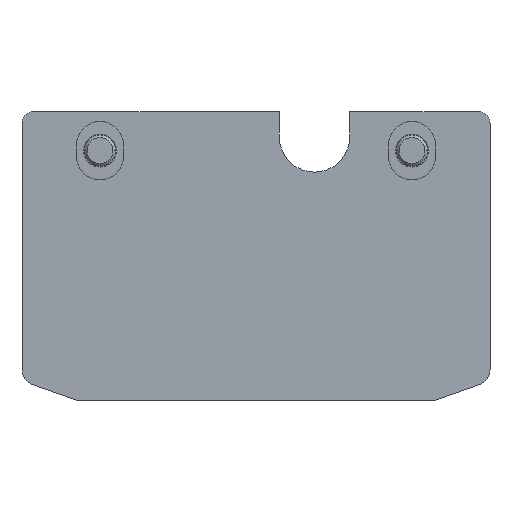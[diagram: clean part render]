
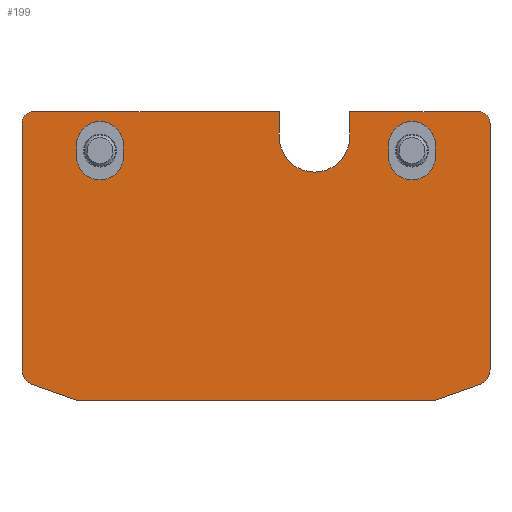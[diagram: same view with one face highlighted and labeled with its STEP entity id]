
A CAD part, left-side view. The second image highlights one B-rep face of the part: STEP entity #199.
In plain terms, the highlighted planar face has unit normal (-1, 0, 0).
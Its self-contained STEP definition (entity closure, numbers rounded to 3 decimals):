
#199=ADVANCED_FACE('',(#430,#431,#432),#433,.F.);
#430=FACE_OUTER_BOUND('',#720,.T.);
#431=FACE_BOUND('',#721,.T.);
#432=FACE_BOUND('',#722,.T.);
#433=PLANE('',#723);
#720=EDGE_LOOP('',(#1137,#1138,#1139,#1140,#1141,#1142,#1143,#1144,#1145,#1146,#1147,#1148,#1149,#1150,#1151));
#721=EDGE_LOOP('',(#1152,#1153,#1154,#1155,#1156,#1157));
#722=EDGE_LOOP('',(#1158,#1159,#1160,#1161,#1162,#1163));
#723=AXIS2_PLACEMENT_3D('',#1164,#1165,#1166);
#1137=ORIENTED_EDGE('',*,*,#1701,.T.);
#1138=ORIENTED_EDGE('',*,*,#1748,.T.);
#1139=ORIENTED_EDGE('',*,*,#1749,.T.);
#1140=ORIENTED_EDGE('',*,*,#1733,.T.);
#1141=ORIENTED_EDGE('',*,*,#1750,.F.);
#1142=ORIENTED_EDGE('',*,*,#1751,.F.);
#1143=ORIENTED_EDGE('',*,*,#1752,.F.);
#1144=ORIENTED_EDGE('',*,*,#1741,.F.);
#1145=ORIENTED_EDGE('',*,*,#1753,.F.);
#1146=ORIENTED_EDGE('',*,*,#1754,.F.);
#1147=ORIENTED_EDGE('',*,*,#1755,.F.);
#1148=ORIENTED_EDGE('',*,*,#1756,.F.);
#1149=ORIENTED_EDGE('',*,*,#1704,.F.);
#1150=ORIENTED_EDGE('',*,*,#1757,.F.);
#1151=ORIENTED_EDGE('',*,*,#1658,.F.);
#1152=ORIENTED_EDGE('',*,*,#1758,.T.);
#1153=ORIENTED_EDGE('',*,*,#1759,.T.);
#1154=ORIENTED_EDGE('',*,*,#1651,.T.);
#1155=ORIENTED_EDGE('',*,*,#1738,.T.);
#1156=ORIENTED_EDGE('',*,*,#1713,.T.);
#1157=ORIENTED_EDGE('',*,*,#1664,.T.);
#1158=ORIENTED_EDGE('',*,*,#1760,.T.);
#1159=ORIENTED_EDGE('',*,*,#1761,.T.);
#1160=ORIENTED_EDGE('',*,*,#1762,.T.);
#1161=ORIENTED_EDGE('',*,*,#1745,.T.);
#1162=ORIENTED_EDGE('',*,*,#1763,.T.);
#1163=ORIENTED_EDGE('',*,*,#1764,.T.);
#1164=CARTESIAN_POINT('',(0.,-40.0,-26.185));
#1165=DIRECTION('',(1.0,0.0,0.));
#1166=DIRECTION('',(0.,0.0,-1.0));
#1651=EDGE_CURVE('',#1960,#1958,#1961,.T.);
#1658=EDGE_CURVE('',#1968,#1970,#1971,.T.);
#1664=EDGE_CURVE('',#1981,#1979,#1982,.T.);
#1701=EDGE_CURVE('',#1968,#2044,#2046,.T.);
#1704=EDGE_CURVE('',#2048,#2050,#2051,.T.);
#1713=EDGE_CURVE('',#2063,#1981,#2065,.T.);
#1733=EDGE_CURVE('',#2096,#2094,#2097,.T.);
#1738=EDGE_CURVE('',#1958,#2063,#2102,.T.);
#1741=EDGE_CURVE('',#2104,#2106,#2107,.T.);
#1745=EDGE_CURVE('',#2112,#2110,#2113,.T.);
#1748=EDGE_CURVE('',#2044,#2116,#2117,.T.);
#1749=EDGE_CURVE('',#2116,#2096,#2118,.T.);
#1750=EDGE_CURVE('',#2119,#2094,#2120,.T.);
#1751=EDGE_CURVE('',#2121,#2119,#2122,.T.);
#1752=EDGE_CURVE('',#2106,#2121,#2123,.T.);
#1753=EDGE_CURVE('',#2124,#2104,#2125,.T.);
#1754=EDGE_CURVE('',#2126,#2124,#2127,.T.);
#1755=EDGE_CURVE('',#2128,#2126,#2129,.T.);
#1756=EDGE_CURVE('',#2050,#2128,#2130,.T.);
#1757=EDGE_CURVE('',#1970,#2048,#2131,.T.);
#1758=EDGE_CURVE('',#1979,#2132,#2133,.T.);
#1759=EDGE_CURVE('',#2132,#1960,#2134,.T.);
#1760=EDGE_CURVE('',#2135,#2136,#2137,.T.);
#1761=EDGE_CURVE('',#2136,#2138,#2139,.T.);
#1762=EDGE_CURVE('',#2138,#2112,#2140,.T.);
#1763=EDGE_CURVE('',#2110,#2141,#2142,.T.);
#1764=EDGE_CURVE('',#2141,#2135,#2143,.T.);
#1958=VERTEX_POINT('',#2467);
#1960=VERTEX_POINT('',#2470);
#1961=LINE('',#2471,#2472);
#1968=VERTEX_POINT('',#2491);
#1970=VERTEX_POINT('',#2494);
#1971=LINE('',#2495,#2496);
#1979=VERTEX_POINT('',#2507);
#1981=VERTEX_POINT('',#2510);
#1982=LINE('',#2511,#2512);
#2044=VERTEX_POINT('',#2588);
#2046=LINE('',#2591,#2592);
#2048=VERTEX_POINT('',#2594);
#2050=VERTEX_POINT('',#2597);
#2051=LINE('',#2598,#2599);
#2063=VERTEX_POINT('',#2614);
#2065=CIRCLE('',#2617,6.0);
#2094=VERTEX_POINT('',#2664);
#2096=VERTEX_POINT('',#2667);
#2097=LINE('',#2668,#2669);
#2102=CIRCLE('',#2675,6.0);
#2104=VERTEX_POINT('',#2677);
#2106=VERTEX_POINT('',#2680);
#2107=CIRCLE('',#2681,4.);
#2110=VERTEX_POINT('',#2685);
#2112=VERTEX_POINT('',#2688);
#2113=CIRCLE('',#2689,6.0);
#2116=VERTEX_POINT('',#2693);
#2117=CIRCLE('',#2694,9.0);
#2118=CIRCLE('',#2695,9.0);
#2119=VERTEX_POINT('',#2696);
#2120=LINE('',#2697,#2698);
#2121=VERTEX_POINT('',#2699);
#2122=CIRCLE('',#2700,3.0);
#2123=LINE('',#2701,#2702);
#2124=VERTEX_POINT('',#2703);
#2125=LINE('',#2704,#2705);
#2126=VERTEX_POINT('',#2706);
#2127=LINE('',#2707,#2708);
#2128=VERTEX_POINT('',#2709);
#2129=LINE('',#2710,#2711);
#2130=CIRCLE('',#2712,4.);
#2131=CIRCLE('',#2713,3.0);
#2132=VERTEX_POINT('',#2714);
#2133=CIRCLE('',#2715,6.0);
#2134=CIRCLE('',#2716,6.0);
#2135=VERTEX_POINT('',#2717);
#2136=VERTEX_POINT('',#2718);
#2137=CIRCLE('',#2719,6.0);
#2138=VERTEX_POINT('',#2720);
#2139=CIRCLE('',#2721,6.0);
#2140=LINE('',#2722,#2723);
#2141=VERTEX_POINT('',#2724);
#2142=CIRCLE('',#2725,6.0);
#2143=LINE('',#2726,#2727);
#2467=CARTESIAN_POINT('',(0.,6.0,1.5));
#2470=CARTESIAN_POINT('',(0.,6.0,-1.5));
#2471=CARTESIAN_POINT('',(0.,6.0,-13.092));
#2472=VECTOR('',#3088,1.0);
#2491=CARTESIAN_POINT('',(0.,-64.0,10.0));
#2494=CARTESIAN_POINT('',(0.0,-97.0,10.0));
#2495=CARTESIAN_POINT('',(0.0,17.0,10.0));
#2496=VECTOR('',#3094,1.0);
#2507=CARTESIAN_POINT('',(0.,-6.0,-1.5));
#2510=CARTESIAN_POINT('',(0.,-6.0,1.5));
#2511=CARTESIAN_POINT('',(0.,-6.0,-13.092));
#2512=VECTOR('',#3099,1.0);
#2588=CARTESIAN_POINT('',(0.,-64.0,3.5));
#2591=CARTESIAN_POINT('',(0.,-64.0,-8.092));
#2592=VECTOR('',#3166,1.0);
#2594=CARTESIAN_POINT('',(0.,-100.0,7.0));
#2597=CARTESIAN_POINT('',(0.,-100.0,-56.181));
#2598=CARTESIAN_POINT('',(0.,-100.0,7.0));
#2599=VECTOR('',#3168,1.0);
#2614=CARTESIAN_POINT('',(0.,0.,7.5));
#2617=AXIS2_PLACEMENT_3D('',#3179,#3180,#3181);
#2664=CARTESIAN_POINT('',(0.,-46.0,10.0));
#2667=CARTESIAN_POINT('',(0.,-46.0,3.5));
#2668=CARTESIAN_POINT('',(0.,-46.0,-8.092));
#2669=VECTOR('',#3205,1.0);
#2675=AXIS2_PLACEMENT_3D('',#3210,#3211,#3212);
#2677=CARTESIAN_POINT('',(0.,17.345,-59.948));
#2680=CARTESIAN_POINT('',(0.,20.0,-56.181));
#2681=AXIS2_PLACEMENT_3D('',#3214,#3215,#3216);
#2685=CARTESIAN_POINT('',(0.,-80.0,7.5));
#2688=CARTESIAN_POINT('',(0.,-74.0,1.5));
#2689=AXIS2_PLACEMENT_3D('',#3219,#3220,#3221);
#2693=CARTESIAN_POINT('',(0.,-55.0,-5.5));
#2694=AXIS2_PLACEMENT_3D('',#3223,#3224,#3225);
#2695=AXIS2_PLACEMENT_3D('',#3226,#3227,#3228);
#2696=CARTESIAN_POINT('',(0.0,17.0,10.0));
#2697=CARTESIAN_POINT('',(0.0,17.0,10.0));
#2698=VECTOR('',#3229,1.0);
#2699=CARTESIAN_POINT('',(0.,20.0,7.0));
#2700=AXIS2_PLACEMENT_3D('',#3230,#3231,#3232);
#2701=CARTESIAN_POINT('',(0.,20.0,-56.181));
#2702=VECTOR('',#3233,1.0);
#2703=CARTESIAN_POINT('',(0.,6.0,-64.0));
#2704=CARTESIAN_POINT('',(0.,6.0,-64.0));
#2705=VECTOR('',#3234,1.0);
#2706=CARTESIAN_POINT('',(0.,-86.0,-64.0));
#2707=CARTESIAN_POINT('',(0.,-86.0,-64.0));
#2708=VECTOR('',#3235,1.0);
#2709=CARTESIAN_POINT('',(0.,-97.345,-59.948));
#2710=CARTESIAN_POINT('',(0.,-97.345,-59.948));
#2711=VECTOR('',#3236,1.0);
#2712=AXIS2_PLACEMENT_3D('',#3237,#3238,#3239);
#2713=AXIS2_PLACEMENT_3D('',#3240,#3241,#3242);
#2714=CARTESIAN_POINT('',(0.,0.,-7.5));
#2715=AXIS2_PLACEMENT_3D('',#3243,#3244,#3245);
#2716=AXIS2_PLACEMENT_3D('',#3246,#3247,#3248);
#2717=CARTESIAN_POINT('',(0.,-86.0,-1.5));
#2718=CARTESIAN_POINT('',(0.,-80.0,-7.5));
#2719=AXIS2_PLACEMENT_3D('',#3249,#3250,#3251);
#2720=CARTESIAN_POINT('',(0.,-74.0,-1.5));
#2721=AXIS2_PLACEMENT_3D('',#3252,#3253,#3254);
#2722=CARTESIAN_POINT('',(0.,-74.0,-13.092));
#2723=VECTOR('',#3255,1.0);
#2724=CARTESIAN_POINT('',(0.,-86.0,1.5));
#2725=AXIS2_PLACEMENT_3D('',#3256,#3257,#3258);
#2726=CARTESIAN_POINT('',(0.,-86.0,-13.092));
#2727=VECTOR('',#3259,1.0);
#3088=DIRECTION('',(0.,0.,1.0));
#3094=DIRECTION('',(0.0,-1.0,0.0));
#3099=DIRECTION('',(0.,0.,-1.0));
#3166=DIRECTION('',(0.,0.,-1.0));
#3168=DIRECTION('',(0.,0.0,-1.0));
#3179=CARTESIAN_POINT('',(0.,0.,1.5));
#3180=DIRECTION('',(1.0,0.0,0.));
#3181=DIRECTION('',(0.,0.,1.0));
#3205=DIRECTION('',(0.,0.,1.0));
#3210=CARTESIAN_POINT('',(0.,0.,1.5));
#3211=DIRECTION('',(1.0,0.0,0.));
#3212=DIRECTION('',(0.,0.,1.0));
#3214=CARTESIAN_POINT('',(0.,16.0,-56.181));
#3215=DIRECTION('',(1.0,0.0,0.));
#3216=DIRECTION('',(0.,0.0,-1.0));
#3219=CARTESIAN_POINT('',(0.,-80.0,1.5));
#3220=DIRECTION('',(1.0,0.0,0.));
#3221=DIRECTION('',(0.,0.,1.0));
#3223=CARTESIAN_POINT('',(0.,-55.0,3.5));
#3224=DIRECTION('',(1.0,0.0,0.));
#3225=DIRECTION('',(0.,0.,1.0));
#3226=CARTESIAN_POINT('',(0.,-55.0,3.5));
#3227=DIRECTION('',(1.0,0.0,0.));
#3228=DIRECTION('',(0.,0.,1.0));
#3229=DIRECTION('',(0.0,-1.0,0.0));
#3230=CARTESIAN_POINT('',(0.,17.0,7.0));
#3231=DIRECTION('',(1.0,0.0,0.));
#3232=DIRECTION('',(0.,0.0,-1.0));
#3233=DIRECTION('',(0.,0.0,1.0));
#3234=DIRECTION('',(0.,0.942,0.336));
#3235=DIRECTION('',(0.0,1.0,0.0));
#3236=DIRECTION('',(0.,0.942,-0.336));
#3237=CARTESIAN_POINT('',(0.,-96.0,-56.181));
#3238=DIRECTION('',(1.0,0.0,0.));
#3239=DIRECTION('',(0.,0.0,-1.0));
#3240=CARTESIAN_POINT('',(0.,-97.0,7.0));
#3241=DIRECTION('',(1.0,0.0,0.));
#3242=DIRECTION('',(0.,0.0,-1.0));
#3243=CARTESIAN_POINT('',(0.,0.,-1.5));
#3244=DIRECTION('',(1.0,0.0,0.));
#3245=DIRECTION('',(0.,0.,1.0));
#3246=CARTESIAN_POINT('',(0.,0.,-1.5));
#3247=DIRECTION('',(1.0,0.0,0.));
#3248=DIRECTION('',(0.,0.,1.0));
#3249=CARTESIAN_POINT('',(0.,-80.0,-1.5));
#3250=DIRECTION('',(1.0,0.0,0.));
#3251=DIRECTION('',(0.,0.,1.0));
#3252=CARTESIAN_POINT('',(0.,-80.0,-1.5));
#3253=DIRECTION('',(1.0,0.0,0.));
#3254=DIRECTION('',(0.,0.,1.0));
#3255=DIRECTION('',(0.,0.,1.0));
#3256=CARTESIAN_POINT('',(0.,-80.0,1.5));
#3257=DIRECTION('',(1.0,0.0,0.));
#3258=DIRECTION('',(0.,0.,1.0));
#3259=DIRECTION('',(0.,0.,-1.0));
